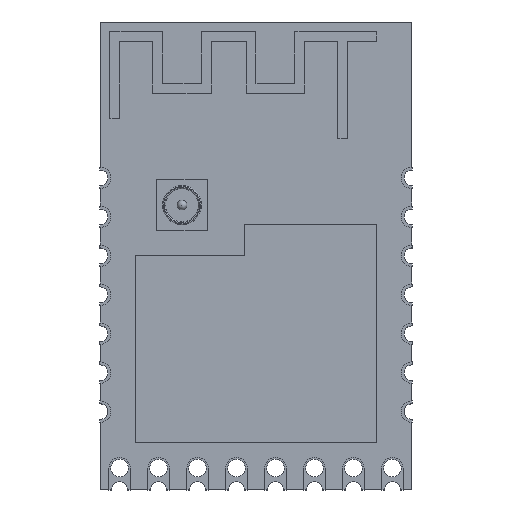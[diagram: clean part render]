
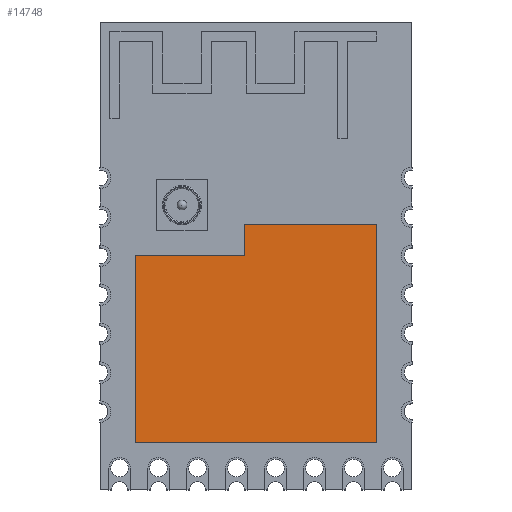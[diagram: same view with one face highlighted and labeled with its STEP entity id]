
A CAD part, top view. The second image highlights one B-rep face of the part: STEP entity #14748.
In plain terms, the highlighted planar face has unit normal (0, 0, 1).
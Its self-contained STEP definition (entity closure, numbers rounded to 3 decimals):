
#2579 = PLANE('',#2580);
#2580 = AXIS2_PLACEMENT_3D('',#2581,#2582,#2583);
#2581 = CARTESIAN_POINT('',(6.2,1.6,1.));
#2582 = DIRECTION('',(1.,0.,0.));
#2583 = DIRECTION('',(0.,-1.,0.));
#2607 = PLANE('',#2608);
#2608 = AXIS2_PLACEMENT_3D('',#2609,#2610,#2611);
#2609 = CARTESIAN_POINT('',(-0.6,1.6,1.));
#2610 = DIRECTION('',(0.,1.,0.));
#2611 = DIRECTION('',(1.,0.,0.));
#2635 = PLANE('',#2636);
#2636 = AXIS2_PLACEMENT_3D('',#2637,#2638,#2639);
#2637 = CARTESIAN_POINT('',(-0.6,0.,1.));
#2638 = DIRECTION('',(-1.,0.,0.));
#2639 = DIRECTION('',(0.,1.,0.));
#2663 = PLANE('',#2664);
#2664 = AXIS2_PLACEMENT_3D('',#2665,#2666,#2667);
#2665 = CARTESIAN_POINT('',(-6.2,0.,1.));
#2666 = DIRECTION('',(0.,1.,0.));
#2667 = DIRECTION('',(1.,0.,0.));
#2691 = PLANE('',#2692);
#2692 = AXIS2_PLACEMENT_3D('',#2693,#2694,#2695);
#2693 = CARTESIAN_POINT('',(-6.2,-9.6,1.));
#2694 = DIRECTION('',(-1.,0.,0.));
#2695 = DIRECTION('',(0.,1.,0.));
#2717 = PLANE('',#2718);
#2718 = AXIS2_PLACEMENT_3D('',#2719,#2720,#2721);
#2719 = CARTESIAN_POINT('',(6.2,-9.6,1.));
#2720 = DIRECTION('',(0.,-1.,0.));
#2721 = DIRECTION('',(-1.,0.,0.));
#7092 = VERTEX_POINT('',#7093);
#7093 = CARTESIAN_POINT('',(6.2,1.6,2.));
#7114 = EDGE_CURVE('',#7092,#7115,#7117,.T.);
#7115 = VERTEX_POINT('',#7116);
#7116 = CARTESIAN_POINT('',(6.2,-9.6,2.));
#7117 = SURFACE_CURVE('',#7118,(#7122,#7129),.PCURVE_S1.);
#7118 = LINE('',#7119,#7120);
#7119 = CARTESIAN_POINT('',(6.2,1.6,2.));
#7120 = VECTOR('',#7121,1.);
#7121 = DIRECTION('',(0.,-1.,0.));
#7122 = PCURVE('',#2579,#7123);
#7123 = DEFINITIONAL_REPRESENTATION('',(#7124),#7128);
#7124 = LINE('',#7125,#7126);
#7125 = CARTESIAN_POINT('',(0.,-1.));
#7126 = VECTOR('',#7127,1.);
#7127 = DIRECTION('',(1.,0.));
#7128 = ( GEOMETRIC_REPRESENTATION_CONTEXT(2) 
PARAMETRIC_REPRESENTATION_CONTEXT() REPRESENTATION_CONTEXT('2D SPACE',''
  ) );
#7129 = PCURVE('',#7130,#7135);
#7130 = PLANE('',#7131);
#7131 = AXIS2_PLACEMENT_3D('',#7132,#7133,#7134);
#7132 = CARTESIAN_POINT('',(0.19,-4.19,2.));
#7133 = DIRECTION('',(-0.,-0.,-1.));
#7134 = DIRECTION('',(-1.,0.,0.));
#7135 = DEFINITIONAL_REPRESENTATION('',(#7136),#7140);
#7136 = LINE('',#7137,#7138);
#7137 = CARTESIAN_POINT('',(-6.01,5.79));
#7138 = VECTOR('',#7139,1.);
#7139 = DIRECTION('',(0.,-1.));
#7140 = ( GEOMETRIC_REPRESENTATION_CONTEXT(2) 
PARAMETRIC_REPRESENTATION_CONTEXT() REPRESENTATION_CONTEXT('2D SPACE',''
  ) );
#7168 = VERTEX_POINT('',#7169);
#7169 = CARTESIAN_POINT('',(-0.6,1.6,2.));
#7190 = EDGE_CURVE('',#7168,#7092,#7191,.T.);
#7191 = SURFACE_CURVE('',#7192,(#7196,#7203),.PCURVE_S1.);
#7192 = LINE('',#7193,#7194);
#7193 = CARTESIAN_POINT('',(-0.6,1.6,2.));
#7194 = VECTOR('',#7195,1.);
#7195 = DIRECTION('',(1.,0.,0.));
#7196 = PCURVE('',#2607,#7197);
#7197 = DEFINITIONAL_REPRESENTATION('',(#7198),#7202);
#7198 = LINE('',#7199,#7200);
#7199 = CARTESIAN_POINT('',(0.,-1.));
#7200 = VECTOR('',#7201,1.);
#7201 = DIRECTION('',(1.,0.));
#7202 = ( GEOMETRIC_REPRESENTATION_CONTEXT(2) 
PARAMETRIC_REPRESENTATION_CONTEXT() REPRESENTATION_CONTEXT('2D SPACE',''
  ) );
#7203 = PCURVE('',#7130,#7204);
#7204 = DEFINITIONAL_REPRESENTATION('',(#7205),#7209);
#7205 = LINE('',#7206,#7207);
#7206 = CARTESIAN_POINT('',(0.79,5.79));
#7207 = VECTOR('',#7208,1.);
#7208 = DIRECTION('',(-1.,0.));
#7209 = ( GEOMETRIC_REPRESENTATION_CONTEXT(2) 
PARAMETRIC_REPRESENTATION_CONTEXT() REPRESENTATION_CONTEXT('2D SPACE',''
  ) );
#7217 = EDGE_CURVE('',#7115,#7218,#7220,.T.);
#7218 = VERTEX_POINT('',#7219);
#7219 = CARTESIAN_POINT('',(-6.2,-9.6,2.));
#7220 = SURFACE_CURVE('',#7221,(#7225,#7232),.PCURVE_S1.);
#7221 = LINE('',#7222,#7223);
#7222 = CARTESIAN_POINT('',(6.2,-9.6,2.));
#7223 = VECTOR('',#7224,1.);
#7224 = DIRECTION('',(-1.,0.,0.));
#7225 = PCURVE('',#2717,#7226);
#7226 = DEFINITIONAL_REPRESENTATION('',(#7227),#7231);
#7227 = LINE('',#7228,#7229);
#7228 = CARTESIAN_POINT('',(0.,-1.));
#7229 = VECTOR('',#7230,1.);
#7230 = DIRECTION('',(1.,0.));
#7231 = ( GEOMETRIC_REPRESENTATION_CONTEXT(2) 
PARAMETRIC_REPRESENTATION_CONTEXT() REPRESENTATION_CONTEXT('2D SPACE',''
  ) );
#7232 = PCURVE('',#7130,#7233);
#7233 = DEFINITIONAL_REPRESENTATION('',(#7234),#7238);
#7234 = LINE('',#7235,#7236);
#7235 = CARTESIAN_POINT('',(-6.01,-5.41));
#7236 = VECTOR('',#7237,1.);
#7237 = DIRECTION('',(1.,0.));
#7238 = ( GEOMETRIC_REPRESENTATION_CONTEXT(2) 
PARAMETRIC_REPRESENTATION_CONTEXT() REPRESENTATION_CONTEXT('2D SPACE',''
  ) );
#7266 = VERTEX_POINT('',#7267);
#7267 = CARTESIAN_POINT('',(-0.6,0.,2.));
#7288 = EDGE_CURVE('',#7266,#7168,#7289,.T.);
#7289 = SURFACE_CURVE('',#7290,(#7294,#7301),.PCURVE_S1.);
#7290 = LINE('',#7291,#7292);
#7291 = CARTESIAN_POINT('',(-0.6,0.,2.));
#7292 = VECTOR('',#7293,1.);
#7293 = DIRECTION('',(0.,1.,0.));
#7294 = PCURVE('',#2635,#7295);
#7295 = DEFINITIONAL_REPRESENTATION('',(#7296),#7300);
#7296 = LINE('',#7297,#7298);
#7297 = CARTESIAN_POINT('',(0.,-1.));
#7298 = VECTOR('',#7299,1.);
#7299 = DIRECTION('',(1.,0.));
#7300 = ( GEOMETRIC_REPRESENTATION_CONTEXT(2) 
PARAMETRIC_REPRESENTATION_CONTEXT() REPRESENTATION_CONTEXT('2D SPACE',''
  ) );
#7301 = PCURVE('',#7130,#7302);
#7302 = DEFINITIONAL_REPRESENTATION('',(#7303),#7307);
#7303 = LINE('',#7304,#7305);
#7304 = CARTESIAN_POINT('',(0.79,4.19));
#7305 = VECTOR('',#7306,1.);
#7306 = DIRECTION('',(0.,1.));
#7307 = ( GEOMETRIC_REPRESENTATION_CONTEXT(2) 
PARAMETRIC_REPRESENTATION_CONTEXT() REPRESENTATION_CONTEXT('2D SPACE',''
  ) );
#7315 = EDGE_CURVE('',#7218,#7316,#7318,.T.);
#7316 = VERTEX_POINT('',#7317);
#7317 = CARTESIAN_POINT('',(-6.2,0.,2.));
#7318 = SURFACE_CURVE('',#7319,(#7323,#7330),.PCURVE_S1.);
#7319 = LINE('',#7320,#7321);
#7320 = CARTESIAN_POINT('',(-6.2,-9.6,2.));
#7321 = VECTOR('',#7322,1.);
#7322 = DIRECTION('',(0.,1.,0.));
#7323 = PCURVE('',#2691,#7324);
#7324 = DEFINITIONAL_REPRESENTATION('',(#7325),#7329);
#7325 = LINE('',#7326,#7327);
#7326 = CARTESIAN_POINT('',(0.,-1.));
#7327 = VECTOR('',#7328,1.);
#7328 = DIRECTION('',(1.,0.));
#7329 = ( GEOMETRIC_REPRESENTATION_CONTEXT(2) 
PARAMETRIC_REPRESENTATION_CONTEXT() REPRESENTATION_CONTEXT('2D SPACE',''
  ) );
#7330 = PCURVE('',#7130,#7331);
#7331 = DEFINITIONAL_REPRESENTATION('',(#7332),#7336);
#7332 = LINE('',#7333,#7334);
#7333 = CARTESIAN_POINT('',(6.39,-5.41));
#7334 = VECTOR('',#7335,1.);
#7335 = DIRECTION('',(0.,1.));
#7336 = ( GEOMETRIC_REPRESENTATION_CONTEXT(2) 
PARAMETRIC_REPRESENTATION_CONTEXT() REPRESENTATION_CONTEXT('2D SPACE',''
  ) );
#7364 = EDGE_CURVE('',#7316,#7266,#7365,.T.);
#7365 = SURFACE_CURVE('',#7366,(#7370,#7377),.PCURVE_S1.);
#7366 = LINE('',#7367,#7368);
#7367 = CARTESIAN_POINT('',(-6.2,0.,2.));
#7368 = VECTOR('',#7369,1.);
#7369 = DIRECTION('',(1.,0.,0.));
#7370 = PCURVE('',#2663,#7371);
#7371 = DEFINITIONAL_REPRESENTATION('',(#7372),#7376);
#7372 = LINE('',#7373,#7374);
#7373 = CARTESIAN_POINT('',(0.,-1.));
#7374 = VECTOR('',#7375,1.);
#7375 = DIRECTION('',(1.,0.));
#7376 = ( GEOMETRIC_REPRESENTATION_CONTEXT(2) 
PARAMETRIC_REPRESENTATION_CONTEXT() REPRESENTATION_CONTEXT('2D SPACE',''
  ) );
#7377 = PCURVE('',#7130,#7378);
#7378 = DEFINITIONAL_REPRESENTATION('',(#7379),#7383);
#7379 = LINE('',#7380,#7381);
#7380 = CARTESIAN_POINT('',(6.39,4.19));
#7381 = VECTOR('',#7382,1.);
#7382 = DIRECTION('',(-1.,0.));
#7383 = ( GEOMETRIC_REPRESENTATION_CONTEXT(2) 
PARAMETRIC_REPRESENTATION_CONTEXT() REPRESENTATION_CONTEXT('2D SPACE',''
  ) );
#14748 = ADVANCED_FACE('',(#14749),#7130,.F.);
#14749 = FACE_BOUND('',#14750,.F.);
#14750 = EDGE_LOOP('',(#14751,#14752,#14753,#14754,#14755,#14756));
#14751 = ORIENTED_EDGE('',*,*,#7114,.T.);
#14752 = ORIENTED_EDGE('',*,*,#7217,.T.);
#14753 = ORIENTED_EDGE('',*,*,#7315,.T.);
#14754 = ORIENTED_EDGE('',*,*,#7364,.T.);
#14755 = ORIENTED_EDGE('',*,*,#7288,.T.);
#14756 = ORIENTED_EDGE('',*,*,#7190,.T.);
